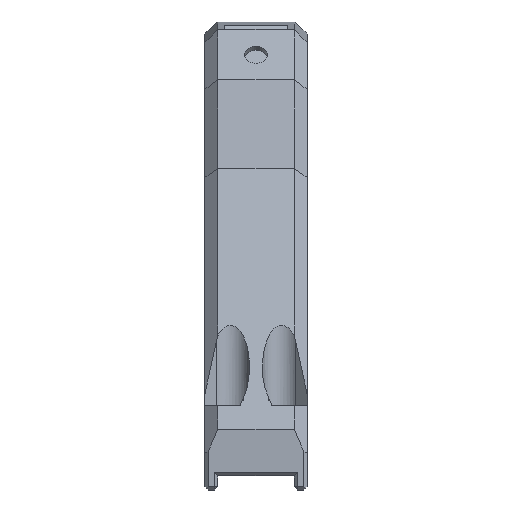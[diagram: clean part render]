
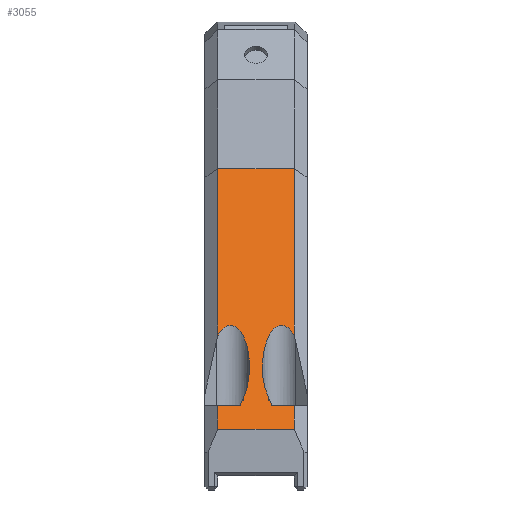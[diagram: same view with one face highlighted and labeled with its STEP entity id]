
A CAD part, left-side view. The second image highlights one B-rep face of the part: STEP entity #3055.
In plain terms, the highlighted planar face has unit normal (-0.908, 0, 0.419).
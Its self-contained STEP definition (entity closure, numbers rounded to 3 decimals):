
#14=ELLIPSE('',#3248,7.155,3.);
#15=ELLIPSE('',#3249,7.155,3.);
#214=FACE_OUTER_BOUND('',#400,.T.);
#400=EDGE_LOOP('',(#2500,#2501,#2502,#2503,#2504,#2505,#2506,#2507,#2508,
#2509,#2510,#2511));
#572=LINE('',#4306,#966);
#672=LINE('',#4499,#1066);
#781=LINE('',#4732,#1175);
#783=LINE('',#4736,#1177);
#786=LINE('',#4746,#1180);
#787=LINE('',#4748,#1181);
#788=LINE('',#4752,#1182);
#789=LINE('',#4754,#1183);
#790=LINE('',#4756,#1184);
#791=LINE('',#4759,#1185);
#966=VECTOR('',#3487,10.);
#1066=VECTOR('',#3661,10.);
#1175=VECTOR('',#3850,10.);
#1177=VECTOR('',#3854,10.);
#1180=VECTOR('',#3863,10.);
#1181=VECTOR('',#3864,10.);
#1182=VECTOR('',#3867,10.);
#1183=VECTOR('',#3868,10.);
#1184=VECTOR('',#3869,10.);
#1185=VECTOR('',#3872,10.);
#1338=VERTEX_POINT('',#4303);
#1339=VERTEX_POINT('',#4305);
#1395=VERTEX_POINT('',#4497);
#1479=VERTEX_POINT('',#4731);
#1480=VERTEX_POINT('',#4735);
#1484=VERTEX_POINT('',#4745);
#1485=VERTEX_POINT('',#4747);
#1486=VERTEX_POINT('',#4749);
#1487=VERTEX_POINT('',#4751);
#1488=VERTEX_POINT('',#4753);
#1489=VERTEX_POINT('',#4755);
#1490=VERTEX_POINT('',#4757);
#1628=EDGE_CURVE('',#1338,#1339,#572,.T.);
#1728=EDGE_CURVE('',#1395,#1338,#672,.T.);
#1845=EDGE_CURVE('',#1339,#1479,#781,.T.);
#1847=EDGE_CURVE('',#1480,#1479,#783,.T.);
#1852=EDGE_CURVE('',#1395,#1484,#786,.T.);
#1853=EDGE_CURVE('',#1484,#1485,#787,.T.);
#1854=EDGE_CURVE('',#1485,#1486,#14,.T.);
#1855=EDGE_CURVE('',#1487,#1486,#788,.T.);
#1856=EDGE_CURVE('',#1487,#1488,#789,.T.);
#1857=EDGE_CURVE('',#1489,#1488,#790,.T.);
#1858=EDGE_CURVE('',#1489,#1490,#15,.T.);
#1859=EDGE_CURVE('',#1490,#1480,#791,.T.);
#2500=ORIENTED_EDGE('',*,*,#1845,.F.);
#2501=ORIENTED_EDGE('',*,*,#1628,.F.);
#2502=ORIENTED_EDGE('',*,*,#1728,.F.);
#2503=ORIENTED_EDGE('',*,*,#1852,.T.);
#2504=ORIENTED_EDGE('',*,*,#1853,.T.);
#2505=ORIENTED_EDGE('',*,*,#1854,.T.);
#2506=ORIENTED_EDGE('',*,*,#1855,.F.);
#2507=ORIENTED_EDGE('',*,*,#1856,.T.);
#2508=ORIENTED_EDGE('',*,*,#1857,.F.);
#2509=ORIENTED_EDGE('',*,*,#1858,.T.);
#2510=ORIENTED_EDGE('',*,*,#1859,.T.);
#2511=ORIENTED_EDGE('',*,*,#1847,.T.);
#2905=PLANE('',#3247);
#3055=ADVANCED_FACE('',(#214),#2905,.T.);
#3247=AXIS2_PLACEMENT_3D('',#4744,#3861,#3862);
#3248=AXIS2_PLACEMENT_3D('',#4750,#3865,#3866);
#3249=AXIS2_PLACEMENT_3D('',#4758,#3870,#3871);
#3487=DIRECTION('',(0.,1.,0.));
#3661=DIRECTION('',(-0.419,0.,-0.908));
#3850=DIRECTION('',(0.419,0.,0.908));
#3854=DIRECTION('',(0.,1.,0.));
#3861=DIRECTION('center_axis',(-0.908,0.,
0.419));
#3862=DIRECTION('ref_axis',(-0.419,0.,-0.908));
#3863=DIRECTION('',(0.,1.,0.));
#3864=DIRECTION('',(0.387,0.387,0.837));
#3865=DIRECTION('center_axis',(0.908,0.,
-0.419));
#3866=DIRECTION('ref_axis',(0.419,0.,0.908));
#3867=DIRECTION('',(-0.419,0.,-0.908));
#3868=DIRECTION('',(0.,1.,0.));
#3869=DIRECTION('',(0.419,0.,0.908));
#3870=DIRECTION('center_axis',(0.908,0.,
-0.419));
#3871=DIRECTION('ref_axis',(0.419,0.,0.908));
#3872=DIRECTION('',(-0.387,0.387,-0.837));
#4303=CARTESIAN_POINT('',(-3.168,-1.5,-51.459));
#4305=CARTESIAN_POINT('',(-3.168,10.5,-51.459));
#4306=CARTESIAN_POINT('',(-3.168,9.,-51.459));
#4497=CARTESIAN_POINT('',(-1.449,-1.5,-47.736));
#4499=CARTESIAN_POINT('',(17.975,-1.5,-5.676));
#4731=CARTESIAN_POINT('',(-1.449,10.5,-47.736));
#4732=CARTESIAN_POINT('',(13.21,10.5,-15.995));
#4735=CARTESIAN_POINT('',(-1.449,7.038,-47.736));
#4736=CARTESIAN_POINT('',(-1.449,4.5,-47.736));
#4744=CARTESIAN_POINT('Origin',(15.651,0.,-10.71));
#4745=CARTESIAN_POINT('',(-1.449,1.962,-47.736));
#4746=CARTESIAN_POINT('',(-1.449,0.,-47.736));
#4747=CARTESIAN_POINT('',(-0.789,2.621,-46.308));
#4748=CARTESIAN_POINT('',(5.775,9.185,-32.095));
#4749=CARTESIAN_POINT('',(3.568,-1.5,-36.873));
#4750=CARTESIAN_POINT('Origin',(1.332,0.5,-41.715));
#4751=CARTESIAN_POINT('',(15.651,-1.5,-10.71));
#4752=CARTESIAN_POINT('',(17.975,-1.5,-5.676));
#4753=CARTESIAN_POINT('',(15.651,10.5,-10.71));
#4754=CARTESIAN_POINT('',(15.651,0.,-10.71));
#4755=CARTESIAN_POINT('',(3.568,10.5,-36.873));
#4756=CARTESIAN_POINT('',(13.21,10.5,-15.995));
#4757=CARTESIAN_POINT('',(-0.789,6.379,-46.308));
#4758=CARTESIAN_POINT('Origin',(1.332,8.5,-41.715));
#4759=CARTESIAN_POINT('',(6.092,-0.502,-31.408));
